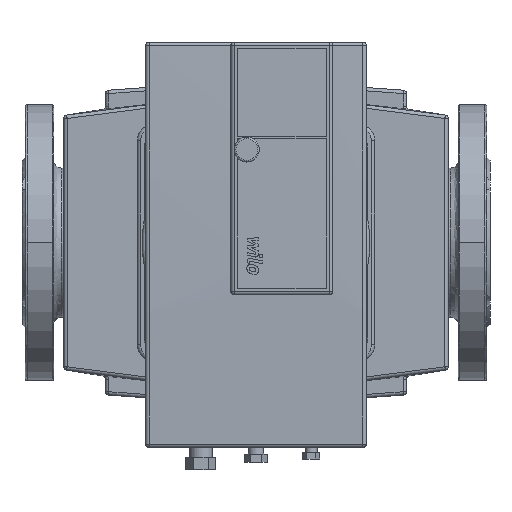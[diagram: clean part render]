
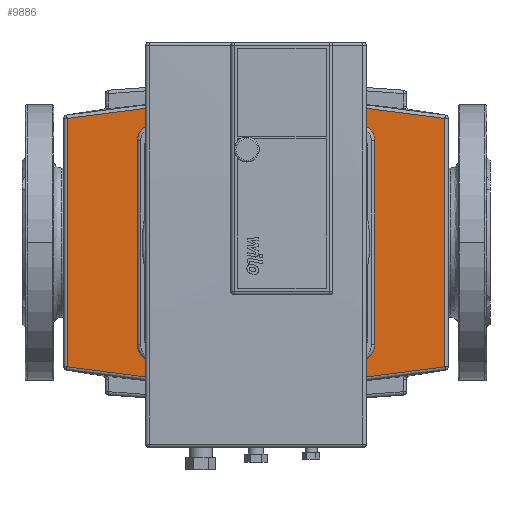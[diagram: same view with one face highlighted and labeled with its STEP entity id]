
A CAD part, front view. The second image highlights one B-rep face of the part: STEP entity #9886.
In plain terms, the highlighted planar face has unit normal (0, -1, 0).
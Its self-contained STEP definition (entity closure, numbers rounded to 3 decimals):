
#9438=CARTESIAN_POINT('',(27.0,-67.,74.318));
#9439=VERTEX_POINT('',#9438);
#9473=CARTESIAN_POINT('',(27.0,-67.,-74.318));
#9474=VERTEX_POINT('',#9473);
#9499=CARTESIAN_POINT('',(253.0,-67.0,74.318));
#9500=VERTEX_POINT('',#9499);
#9532=CARTESIAN_POINT('',(253.0,-67.0,-74.318));
#9533=VERTEX_POINT('',#9532);
#9575=CARTESIAN_POINT('',(253.0,-67.0,74.318));
#9576=DIRECTION('',(0.0,0.0,-1.0));
#9577=VECTOR('',#9576,148.636);
#9578=LINE('',#9575,#9577);
#9579=EDGE_CURVE('',#9500,#9533,#9578,.T.);
#9598=CARTESIAN_POINT('',(140.,-67.0,580.25));
#9599=DIRECTION('',(0.0,1.0,0.0));
#9600=DIRECTION('',(0.0,0.0,-1.0));
#9601=AXIS2_PLACEMENT_3D('',#9598,#9599,#9600);
#9602=CIRCLE('',#9601,664.25);
#9603=EDGE_CURVE('',#9533,#9474,#9602,.T.);
#9622=CARTESIAN_POINT('',(140.,-67.0,-580.25));
#9623=DIRECTION('',(0.0,1.0,0.0));
#9624=DIRECTION('',(0.0,0.0,1.0));
#9625=AXIS2_PLACEMENT_3D('',#9622,#9623,#9624);
#9626=CIRCLE('',#9625,664.25);
#9627=EDGE_CURVE('',#9439,#9500,#9626,.T.);
#9645=CARTESIAN_POINT('',(27.0,-67.,-74.318));
#9646=DIRECTION('',(0.0,0.0,1.0));
#9647=VECTOR('',#9646,148.636);
#9648=LINE('',#9645,#9647);
#9649=EDGE_CURVE('',#9474,#9439,#9648,.T.);
#9805=CARTESIAN_POINT('',(140.,-67.0,0.));
#9806=DIRECTION('',(0.0,1.0,0.0));
#9807=DIRECTION('',(0.0,0.0,1.0));
#9808=AXIS2_PLACEMENT_3D('',#9805,#9806,#9807);
#9809=PLANE('',#9808);
#9810=ORIENTED_EDGE('',*,*,#9579,.F.);
#9811=ORIENTED_EDGE('',*,*,#9627,.F.);
#9812=ORIENTED_EDGE('',*,*,#9649,.F.);
#9813=ORIENTED_EDGE('',*,*,#9603,.F.);
#9814=EDGE_LOOP('',(#9810,#9811,#9812,#9813));
#9815=FACE_OUTER_BOUND('',#9814,.T.);
#9816=CARTESIAN_POINT('',(201.0,-67.0,-71.));
#9817=VERTEX_POINT('',#9816);
#9818=CARTESIAN_POINT('',(79.0,-67.0,-71.));
#9819=VERTEX_POINT('',#9818);
#9820=CARTESIAN_POINT('',(201.0,-67.0,-71.));
#9821=DIRECTION('',(-1.0,0.0,0.0));
#9822=VECTOR('',#9821,122.0);
#9823=LINE('',#9820,#9822);
#9824=EDGE_CURVE('',#9817,#9819,#9823,.T.);
#9825=ORIENTED_EDGE('',*,*,#9824,.T.);
#9826=CARTESIAN_POINT('',(69.0,-67.,-61.));
#9827=VERTEX_POINT('',#9826);
#9828=CARTESIAN_POINT('',(79.0,-67.0,-61.));
#9829=DIRECTION('',(0.,1.,0.));
#9830=DIRECTION('',(-0.707,0.,-0.707));
#9831=AXIS2_PLACEMENT_3D('',#9828,#9829,#9830);
#9832=CIRCLE('',#9831,10.);
#9833=EDGE_CURVE('',#9827,#9819,#9832,.F.);
#9834=ORIENTED_EDGE('',*,*,#9833,.F.);
#9835=CARTESIAN_POINT('',(69.,-67.,61.));
#9836=VERTEX_POINT('',#9835);
#9837=CARTESIAN_POINT('',(69.0,-67.,-61.));
#9838=DIRECTION('',(0.0,0.0,1.0));
#9839=VECTOR('',#9838,122.0);
#9840=LINE('',#9837,#9839);
#9841=EDGE_CURVE('',#9827,#9836,#9840,.T.);
#9842=ORIENTED_EDGE('',*,*,#9841,.T.);
#9843=CARTESIAN_POINT('',(79.,-67.0,71.));
#9844=VERTEX_POINT('',#9843);
#9845=CARTESIAN_POINT('',(79.,-67.0,61.));
#9846=DIRECTION('',(0.,1.,0.));
#9847=DIRECTION('',(-0.707,0.,0.707));
#9848=AXIS2_PLACEMENT_3D('',#9845,#9846,#9847);
#9849=CIRCLE('',#9848,10.);
#9850=EDGE_CURVE('',#9844,#9836,#9849,.F.);
#9851=ORIENTED_EDGE('',*,*,#9850,.F.);
#9852=CARTESIAN_POINT('',(201.,-67.0,71.));
#9853=VERTEX_POINT('',#9852);
#9854=CARTESIAN_POINT('',(79.,-67.0,71.));
#9855=DIRECTION('',(1.0,0.0,0.0));
#9856=VECTOR('',#9855,122.);
#9857=LINE('',#9854,#9856);
#9858=EDGE_CURVE('',#9844,#9853,#9857,.T.);
#9859=ORIENTED_EDGE('',*,*,#9858,.T.);
#9860=CARTESIAN_POINT('',(211.0,-67.0,61.));
#9861=VERTEX_POINT('',#9860);
#9862=CARTESIAN_POINT('',(201.,-67.0,61.));
#9863=DIRECTION('',(0.,1.0,0.));
#9864=DIRECTION('',(0.707,0.,0.707));
#9865=AXIS2_PLACEMENT_3D('',#9862,#9863,#9864);
#9866=CIRCLE('',#9865,10.0);
#9867=EDGE_CURVE('',#9861,#9853,#9866,.F.);
#9868=ORIENTED_EDGE('',*,*,#9867,.F.);
#9869=CARTESIAN_POINT('',(211.0,-67.0,-61.));
#9870=VERTEX_POINT('',#9869);
#9871=CARTESIAN_POINT('',(211.0,-67.0,61.));
#9872=DIRECTION('',(0.0,0.0,-1.0));
#9873=VECTOR('',#9872,122.);
#9874=LINE('',#9871,#9873);
#9875=EDGE_CURVE('',#9861,#9870,#9874,.T.);
#9876=ORIENTED_EDGE('',*,*,#9875,.T.);
#9877=CARTESIAN_POINT('',(201.0,-67.0,-61.));
#9878=DIRECTION('',(0.,1.,0.));
#9879=DIRECTION('',(0.707,0.,-0.707));
#9880=AXIS2_PLACEMENT_3D('',#9877,#9878,#9879);
#9881=CIRCLE('',#9880,10.);
#9882=EDGE_CURVE('',#9817,#9870,#9881,.F.);
#9883=ORIENTED_EDGE('',*,*,#9882,.F.);
#9884=EDGE_LOOP('',(#9825,#9834,#9842,#9851,#9859,#9868,#9876,#9883));
#9885=FACE_BOUND('',#9884,.T.);
#9886=ADVANCED_FACE('',(#9815,#9885),#9809,.F.);
